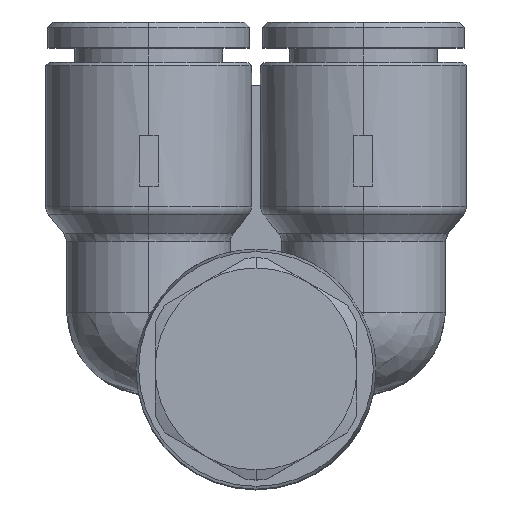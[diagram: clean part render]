
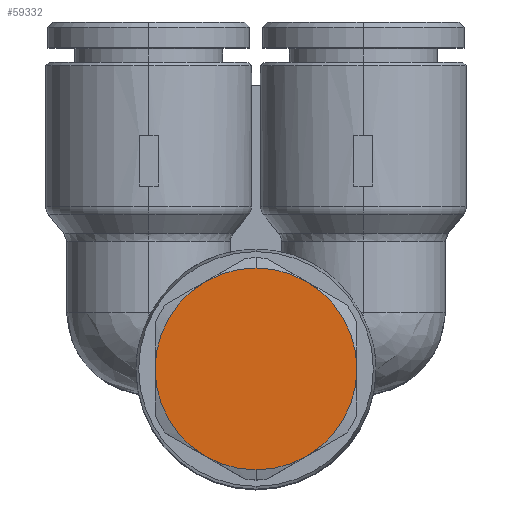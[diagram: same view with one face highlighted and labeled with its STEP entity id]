
A CAD part, top view. The second image highlights one B-rep face of the part: STEP entity #59332.
In plain terms, the highlighted planar face has unit normal (0, 0, 1).
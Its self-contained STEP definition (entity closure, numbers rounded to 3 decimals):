
#2406=CARTESIAN_POINT('',(-4.5,8.5,11.3));
#2407=VERTEX_POINT('',#2406);
#2415=CARTESIAN_POINT('',(-3.428,4.5,11.3));
#2416=VERTEX_POINT('',#2415);
#2430=CARTESIAN_POINT('',(3.5,8.5,11.3));
#2431=DIRECTION('',(0.0,0.0,1.0));
#2432=DIRECTION('',(1.0,0.0,0.0));
#2433=AXIS2_PLACEMENT_3D('',#2430,#2431,#2432);
#2434=CIRCLE('',#2433,8.);
#2435=EDGE_CURVE('',#2407,#2416,#2434,.T.);
#2445=CARTESIAN_POINT('',(11.5,8.5,11.3));
#2446=VERTEX_POINT('',#2445);
#2453=CARTESIAN_POINT('',(10.428,4.5,11.3));
#2454=VERTEX_POINT('',#2453);
#2455=CARTESIAN_POINT('',(3.5,8.5,11.3));
#2456=DIRECTION('',(0.0,0.0,1.0));
#2457=DIRECTION('',(1.0,0.0,0.0));
#2458=AXIS2_PLACEMENT_3D('',#2455,#2456,#2457);
#2459=CIRCLE('',#2458,8.);
#2460=EDGE_CURVE('',#2454,#2446,#2459,.T.);
#58726=CARTESIAN_POINT('',(10.428,12.5,11.3));
#58727=VERTEX_POINT('',#58726);
#58750=CARTESIAN_POINT('',(3.5,16.5,11.3));
#58751=VERTEX_POINT('',#58750);
#58765=CARTESIAN_POINT('',(3.5,8.5,11.3));
#58766=DIRECTION('',(0.0,0.0,1.0));
#58767=DIRECTION('',(1.0,0.0,0.0));
#58768=AXIS2_PLACEMENT_3D('',#58765,#58766,#58767);
#58769=CIRCLE('',#58768,8.);
#58770=EDGE_CURVE('',#58727,#58751,#58769,.T.);
#58803=CARTESIAN_POINT('',(3.5,8.5,11.3));
#58804=DIRECTION('',(0.0,0.0,1.0));
#58805=DIRECTION('',(1.0,0.0,0.0));
#58806=AXIS2_PLACEMENT_3D('',#58803,#58804,#58805);
#58807=CIRCLE('',#58806,8.);
#58808=EDGE_CURVE('',#2446,#58727,#58807,.T.);
#58820=CARTESIAN_POINT('',(3.5,0.5,11.3));
#58821=VERTEX_POINT('',#58820);
#58857=CARTESIAN_POINT('',(3.5,8.5,11.3));
#58858=DIRECTION('',(0.0,0.0,1.0));
#58859=DIRECTION('',(1.0,0.0,0.0));
#58860=AXIS2_PLACEMENT_3D('',#58857,#58858,#58859);
#58861=CIRCLE('',#58860,8.);
#58862=EDGE_CURVE('',#58821,#2454,#58861,.T.);
#58887=CARTESIAN_POINT('',(3.5,8.5,11.3));
#58888=DIRECTION('',(0.0,0.0,1.0));
#58889=DIRECTION('',(1.0,0.0,0.0));
#58890=AXIS2_PLACEMENT_3D('',#58887,#58888,#58889);
#58891=CIRCLE('',#58890,8.);
#58892=EDGE_CURVE('',#2416,#58821,#58891,.T.);
#58925=CARTESIAN_POINT('',(-3.428,12.5,11.3));
#58926=VERTEX_POINT('',#58925);
#58927=CARTESIAN_POINT('',(3.5,8.5,11.3));
#58928=DIRECTION('',(0.0,0.0,1.0));
#58929=DIRECTION('',(1.0,0.0,0.0));
#58930=AXIS2_PLACEMENT_3D('',#58927,#58928,#58929);
#58931=CIRCLE('',#58930,8.);
#58932=EDGE_CURVE('',#58926,#2407,#58931,.T.);
#58979=CARTESIAN_POINT('',(3.5,8.5,11.3));
#58980=DIRECTION('',(0.0,0.0,1.0));
#58981=DIRECTION('',(1.0,0.0,0.0));
#58982=AXIS2_PLACEMENT_3D('',#58979,#58980,#58981);
#58983=CIRCLE('',#58982,8.);
#58984=EDGE_CURVE('',#58751,#58926,#58983,.T.);
#59317=CARTESIAN_POINT('',(8.25,8.5,11.3));
#59318=DIRECTION('',(0.0,0.0,1.0));
#59319=DIRECTION('',(-1.0,0.0,0.0));
#59320=AXIS2_PLACEMENT_3D('',#59317,#59318,#59319);
#59321=PLANE('',#59320);
#59322=ORIENTED_EDGE('',*,*,#58984,.T.);
#59323=ORIENTED_EDGE('',*,*,#58932,.T.);
#59324=ORIENTED_EDGE('',*,*,#2435,.T.);
#59325=ORIENTED_EDGE('',*,*,#58892,.T.);
#59326=ORIENTED_EDGE('',*,*,#58862,.T.);
#59327=ORIENTED_EDGE('',*,*,#2460,.T.);
#59328=ORIENTED_EDGE('',*,*,#58808,.T.);
#59329=ORIENTED_EDGE('',*,*,#58770,.T.);
#59330=EDGE_LOOP('',(#59322,#59323,#59324,#59325,#59326,#59327,#59328,#59329));
#59331=FACE_OUTER_BOUND('',#59330,.T.);
#59332=ADVANCED_FACE('',(#59331),#59321,.T.);
